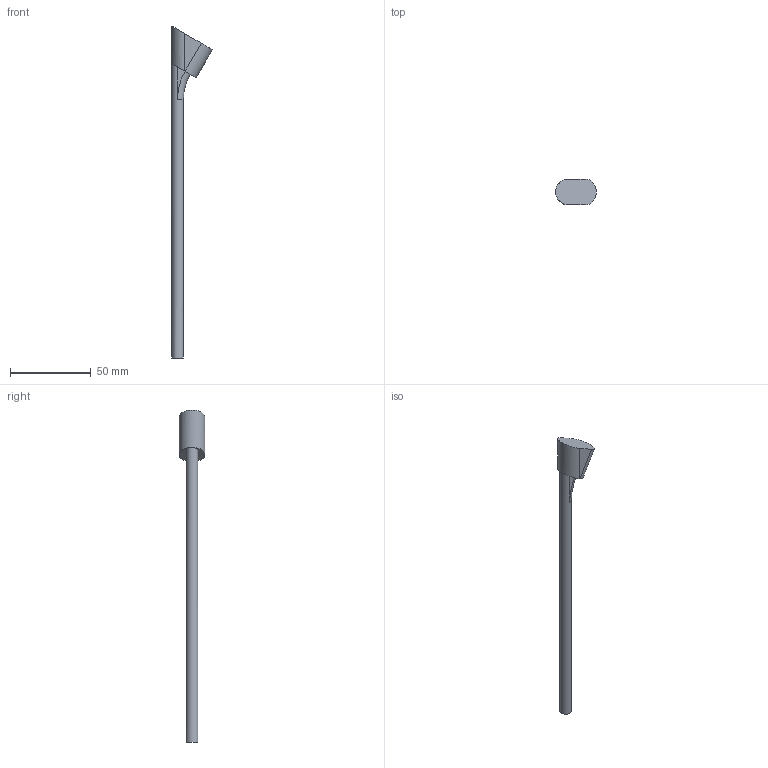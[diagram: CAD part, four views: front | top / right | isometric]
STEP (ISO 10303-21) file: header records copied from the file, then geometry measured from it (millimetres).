
FILE_DESCRIPTION(/* description */ (''),/* implementation_level */ '2;1');
FILE_NAME(/* name */ '[Corrected]FDM Subtraction Volume for VMS 60deg BCCK Modified Tandem.step',/* time_stamp */ '2023-10-11T06:44:11-07:00',/* author */ (''),/* organization */ (''),/* preprocessor_version */ 'ST-DEVELOPER v20',/* originating_system */ 'Autodesk Translation Framework v12.9.0.99',/* authorisation */ '');
FILE_SCHEMA (('AUTOMOTIVE_DESIGN { 1 0 10303 214 3 1 1 }'));
Length unit declared in the file: millimetre
Products named in the file (1): (Unsaved)
Bounding box: 25.27 x 16 x 205.41 mm (x, y, z)
Volume: 14050.2 mm3; surface area: 6095.9 mm2
Topology: 1 solids, 1 shells, 11 faces, 29 edges, 18 vertices
Faces by surface type: plane 7, cylinder 3, torus 1
Full cylindrical faces by diameter (mm): 7.3 x1
Entity records: 348 total; most frequent: DIRECTION 61, CARTESIAN_POINT 53, ORIENTED_EDGE 50, EDGE_CURVE 25, AXIS2_PLACEMENT_3D 24, VERTEX_POINT 16, LINE 13, VECTOR 13
